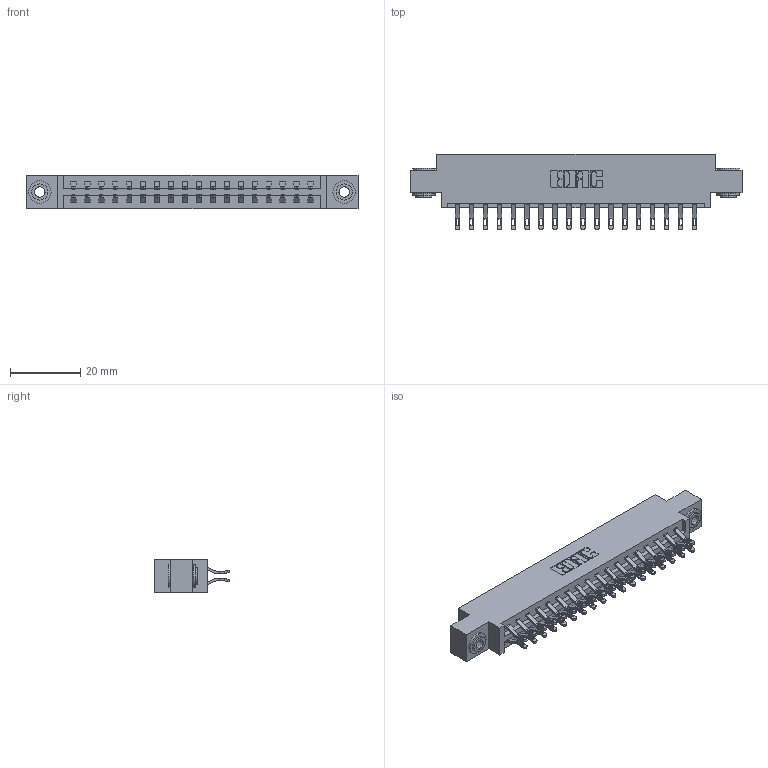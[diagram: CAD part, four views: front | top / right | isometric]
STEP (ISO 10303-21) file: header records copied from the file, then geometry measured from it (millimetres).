
FILE_DESCRIPTION (( 'STEP AP203' ), '1' );
FILE_NAME ('387-036-555-803.STEP', '2018-09-19T01:11:05', ( '' ), ( '' ), 'SwSTEP 2.0', 'SolidWorks 2016', '' );
FILE_SCHEMA (( 'CONFIG_CONTROL_DESIGN' ));
Length unit declared in the file: inch
Products named in the file (4): 337 Part_0.170 Offset - 0.156 Dia-TH; 345-292-001_555 Tail; 345-250-002_345-250-002-102; 387-036-555-803
Assembly tree (39 placements, depth 2):
  387-036-555-803
    337 Part_0.170 Offset - 0.156 Dia-TH
    345-292-001_555 Tail  x36
    345-250-002_345-250-002-102  x2
Bounding box: 94.34 x 21.47 x 9.4 mm (x, y, z)
Volume: 9628.7 mm3; surface area: 11377.9 mm2
Topology: 39 solids, 39 shells, 2316 faces, 7203 edges, 4798 vertices
Faces by surface type: plane 1380, cylinder 928, cone 8
Entity records: 18168 total; most frequent: CARTESIAN_POINT 3091, ORIENTED_EDGE 2990, DIRECTION 2677, EDGE_CURVE 1495, LINE 1323, VECTOR 1323, VERTEX_POINT 994, AXIS2_PLACEMENT_3D 677
